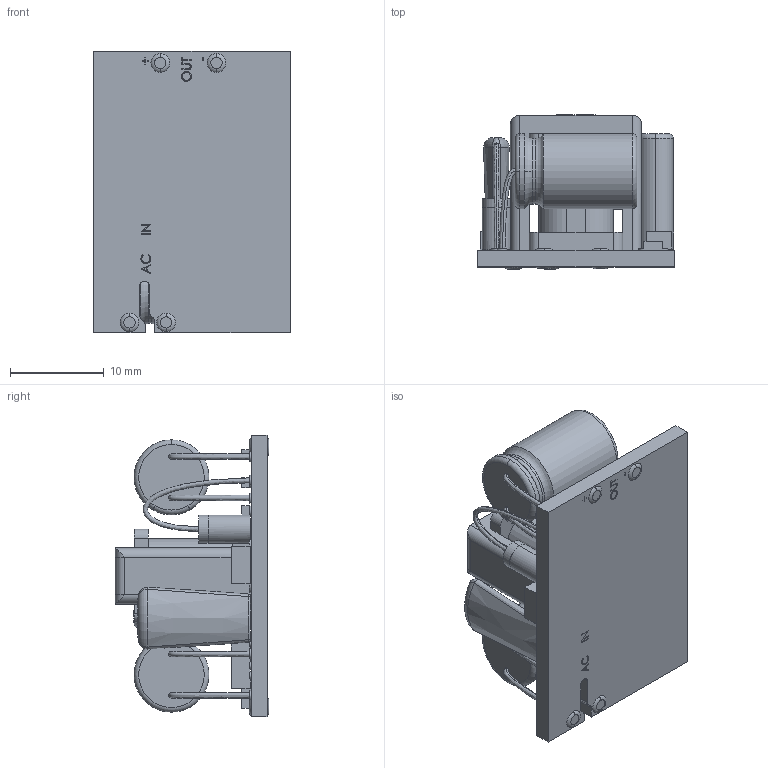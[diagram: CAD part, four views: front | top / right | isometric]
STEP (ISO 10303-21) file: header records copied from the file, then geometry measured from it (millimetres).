
FILE_DESCRIPTION (( 'STEP AP214' ), '1' );
FILE_NAME ('220ACto5VDC.STEP', '2022-10-16T16:41:45', ( '' ), ( '' ), 'SwSTEP 2.0', 'SolidWorks 2019', '' );
FILE_SCHEMA (( 'AUTOMOTIVE_DESIGN' ));
Length unit declared in the file: millimetre
Products named in the file (1): 220ACto5VDC
Bounding box: 21 x 16.42 x 30 mm (x, y, z)
Volume: 4070.5 mm3; surface area: 4158.4 mm2
Topology: 5 solids, 5 shells, 460 faces, 1196 edges, 773 vertices
Faces by surface type: plane 252, cylinder 114, bspline 48, torus 44, cone 2
Entity records: 17250 total; most frequent: CARTESIAN_POINT 5864, ORIENTED_EDGE 2388, DIRECTION 2298, EDGE_CURVE 1194, AXIS2_PLACEMENT_3D 791, VERTEX_POINT 773, VECTOR 716, LINE 716
